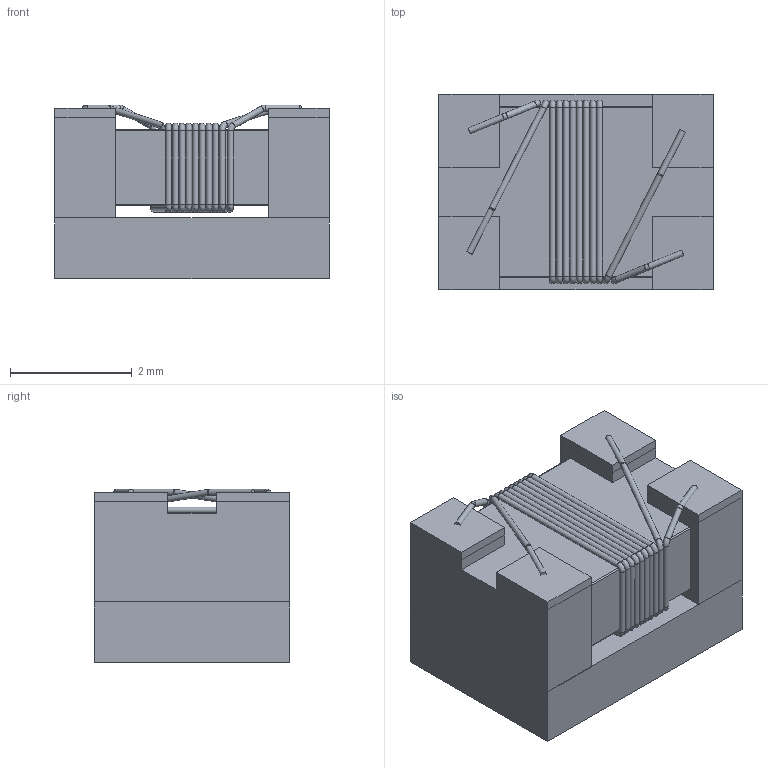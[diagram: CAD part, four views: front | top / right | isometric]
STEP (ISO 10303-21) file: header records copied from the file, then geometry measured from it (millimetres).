
FILE_DESCRIPTION( ( 'Unknown' ), '1' );
FILE_NAME( '744235xxx.stp', 'Unknown', ( 'Unknown' ), ( 'Unknown' ), 'PSStep 13.0', 'Unknown', ' ' );
FILE_SCHEMA( ( 'AUTOMOTIVE_DESIGN { 1 0 10303 214 1 1 1 1 }' ) );
Length unit declared in the file: millimetre
Products named in the file (9): Assem1; ferrite; base; pins
Bounding box: 4.5 x 3.2 x 2.85 mm (x, y, z)
Surface area: 275 mm2
Topology: 16 solids, 16 shells, 300 faces, 628 edges, 360 vertices
Faces by surface type: plane 112, cylinder 100, torus 48, bspline 40
Full cylindrical faces by diameter (mm): 0.1 x92
Entity records: 7178 total; most frequent: CARTESIAN_POINT 3063, DIRECTION 602, ORIENTED_EDGE 448, FACE_OUTER_BOUND 240, EDGE_LOOP 240, AXIS2_PLACEMENT_3D 239, EDGE_CURVE 224, VERTEX_POINT 180
